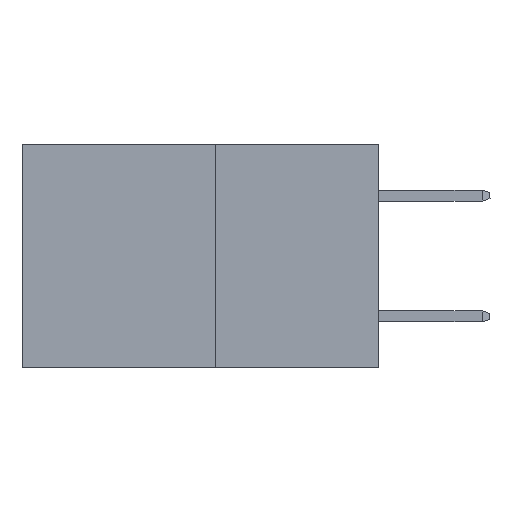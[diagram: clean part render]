
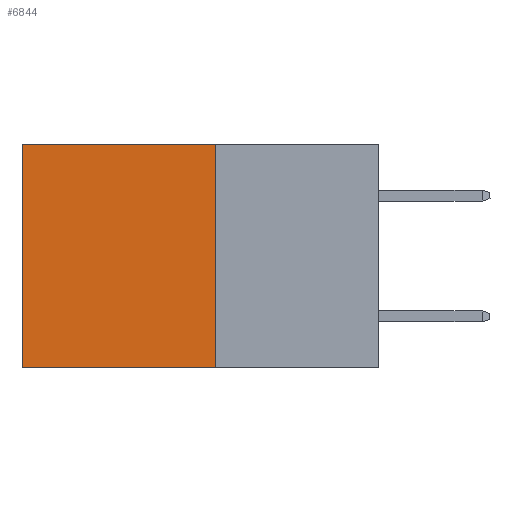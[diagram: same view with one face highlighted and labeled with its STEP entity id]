
A CAD part, left-side view. The second image highlights one B-rep face of the part: STEP entity #6844.
In plain terms, the highlighted planar face has unit normal (-1, 0, 0).
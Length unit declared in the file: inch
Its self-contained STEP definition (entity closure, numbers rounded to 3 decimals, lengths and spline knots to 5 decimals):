
#136 = DIRECTION ( 'NONE',  ( 0., 0., -1. ) ) ;
#143 = DIRECTION ( 'NONE',  ( 1., 0., 0. ) ) ;
#180 = CARTESIAN_POINT ( 'NONE',  ( 0.277, 0.27, -0.37 ) ) ;
#188 = PLANE ( 'NONE',  #3454 ) ;
#225 = EDGE_CURVE ( 'NONE', #4006, #5531, #5670, .T. ) ;
#377 = CARTESIAN_POINT ( 'NONE',  ( 0.277, 0.59, 0. ) ) ;
#492 = VERTEX_POINT ( 'NONE', #2547 ) ;
#647 = VECTOR ( 'NONE', #5581, 39.37008 ) ;
#676 = ORIENTED_EDGE ( 'NONE', *, *, #5112, .F. ) ;
#702 = ORIENTED_EDGE ( 'NONE', *, *, #1365, .F. ) ;
#978 = ORIENTED_EDGE ( 'NONE', *, *, #2550, .T. ) ;
#1365 = EDGE_CURVE ( 'NONE', #4561, #492, #3977, .T. ) ;
#1525 = ORIENTED_EDGE ( 'NONE', *, *, #225, .T. ) ;
#2301 = CARTESIAN_POINT ( 'NONE',  ( 0.277, 0.27, 0. ) ) ;
#2547 = CARTESIAN_POINT ( 'NONE',  ( 0.277, 0.27, -0.37 ) ) ;
#2550 = EDGE_CURVE ( 'NONE', #4561, #4006, #4256, .T. ) ;
#2630 = CARTESIAN_POINT ( 'NONE',  ( 0.277, 0.59, -0.37 ) ) ;
#3454 = AXIS2_PLACEMENT_3D ( 'NONE', #180, #143, #136 ) ;
#3674 = CARTESIAN_POINT ( 'NONE',  ( 0.277, 0.27, 0. ) ) ;
#3774 = DIRECTION ( 'NONE',  ( 0., 1., 0. ) ) ;
#3940 = DIRECTION ( 'NONE',  ( 0., 0., -1. ) ) ;
#3977 = LINE ( 'NONE', #5402, #5650 ) ;
#4006 = VERTEX_POINT ( 'NONE', #377 ) ;
#4256 = LINE ( 'NONE', #3674, #7417 ) ;
#4561 = VERTEX_POINT ( 'NONE', #2301 ) ;
#4754 = DIRECTION ( 'NONE',  ( 0., 0., -1. ) ) ;
#5112 = EDGE_CURVE ( 'NONE', #492, #5531, #5225, .T. ) ;
#5225 = LINE ( 'NONE', #5629, #647 ) ;
#5402 = CARTESIAN_POINT ( 'NONE',  ( 0.277, 0.27, -0.37 ) ) ;
#5482 = VECTOR ( 'NONE', #4754, 39.37008 ) ;
#5531 = VERTEX_POINT ( 'NONE', #2630 ) ;
#5581 = DIRECTION ( 'NONE',  ( 0., 1., 0. ) ) ;
#5629 = CARTESIAN_POINT ( 'NONE',  ( 0.277, 0.27, -0.37 ) ) ;
#5650 = VECTOR ( 'NONE', #3940, 39.37008 ) ;
#5670 = LINE ( 'NONE', #7195, #5482 ) ;
#5877 = EDGE_LOOP ( 'NONE', ( #1525, #676, #702, #978 ) ) ;
#6365 = FACE_OUTER_BOUND ( 'NONE', #5877, .T. ) ;
#6844 = ADVANCED_FACE ( 'NONE', ( #6365 ), #188, .F. ) ;
#7195 = CARTESIAN_POINT ( 'NONE',  ( 0.277, 0.59, -0.37 ) ) ;
#7417 = VECTOR ( 'NONE', #3774, 39.37008 ) ;
